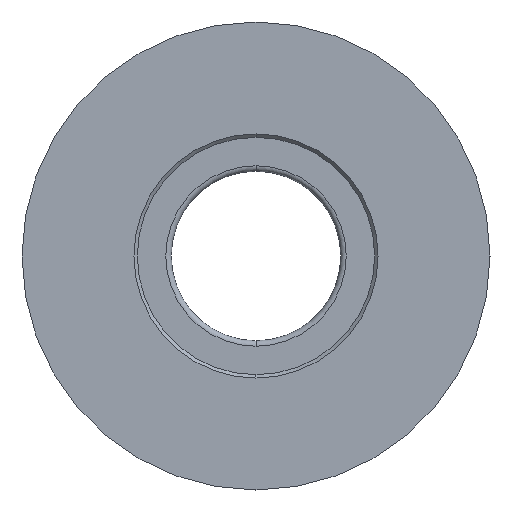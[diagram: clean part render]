
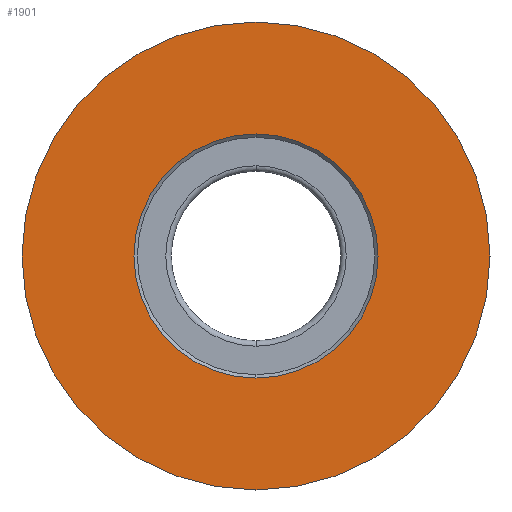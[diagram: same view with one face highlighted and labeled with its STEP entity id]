
A CAD part, left-side view. The second image highlights one B-rep face of the part: STEP entity #1901.
In plain terms, the highlighted planar face has unit normal (-1, 0, 0).
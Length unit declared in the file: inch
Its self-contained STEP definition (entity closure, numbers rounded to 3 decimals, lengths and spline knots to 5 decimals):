
#250 = CARTESIAN_POINT ( 'NONE',  ( -0.14062, 0., 0. ) ) ;
#251 = AXIS2_PLACEMENT_3D ( 'NONE', #2764, #3076, #4611 ) ;
#270 = CIRCLE ( 'NONE', #251, 0.345 ) ;
#475 = EDGE_CURVE ( 'NONE', #4400, #1864, #270, .T. ) ;
#511 = CARTESIAN_POINT ( 'NONE',  ( -0.14063, 0., -0.345 ) ) ;
#547 = DIRECTION ( 'NONE',  ( 0., 0., -1. ) ) ;
#958 = CARTESIAN_POINT ( 'NONE',  ( -0.14063, 0., 0. ) ) ;
#975 = DIRECTION ( 'NONE',  ( 0., 0., 1. ) ) ;
#1022 = DIRECTION ( 'NONE',  ( -1., 0., 0. ) ) ;
#1038 = DIRECTION ( 'NONE',  ( 0., 0., 1. ) ) ;
#1676 = EDGE_CURVE ( 'NONE', #1864, #4400, #2858, .T. ) ;
#1679 = EDGE_CURVE ( 'NONE', #3029, #4736, #1897, .T. ) ;
#1864 = VERTEX_POINT ( 'NONE', #4243 ) ;
#1897 = CIRCLE ( 'NONE', #2905, 0.18 ) ;
#1901 = ADVANCED_FACE ( 'NONE', ( #2737, #4178 ), #3879, .F. ) ;
#1952 = EDGE_CURVE ( 'NONE', #4736, #3029, #2906, .T. ) ;
#2118 = DIRECTION ( 'NONE',  ( 0., 0., 1. ) ) ;
#2465 = DIRECTION ( 'NONE',  ( -1., 0., 0. ) ) ;
#2529 = ORIENTED_EDGE ( 'NONE', *, *, #1952, .F. ) ;
#2737 = FACE_BOUND ( 'NONE', #3189, .T. ) ;
#2764 = CARTESIAN_POINT ( 'NONE',  ( -0.14063, 0., 0. ) ) ;
#2858 = CIRCLE ( 'NONE', #3246, 0.345 ) ;
#2905 = AXIS2_PLACEMENT_3D ( 'NONE', #250, #1022, #1038 ) ;
#2906 = CIRCLE ( 'NONE', #3486, 0.18 ) ;
#3029 = VERTEX_POINT ( 'NONE', #3947 ) ;
#3076 = DIRECTION ( 'NONE',  ( -1., 0., 0. ) ) ;
#3150 = ORIENTED_EDGE ( 'NONE', *, *, #1679, .F. ) ;
#3187 = DIRECTION ( 'NONE',  ( -1., 0., 0. ) ) ;
#3189 = EDGE_LOOP ( 'NONE', ( #2529, #3150 ) ) ;
#3236 = ORIENTED_EDGE ( 'NONE', *, *, #1676, .T. ) ;
#3246 = AXIS2_PLACEMENT_3D ( 'NONE', #4681, #2465, #2118 ) ;
#3486 = AXIS2_PLACEMENT_3D ( 'NONE', #4673, #3187, #975 ) ;
#3510 = DIRECTION ( 'NONE',  ( 1., 0., 0. ) ) ;
#3698 = EDGE_LOOP ( 'NONE', ( #3236, #3865 ) ) ;
#3702 = AXIS2_PLACEMENT_3D ( 'NONE', #958, #3510, #547 ) ;
#3865 = ORIENTED_EDGE ( 'NONE', *, *, #475, .T. ) ;
#3879 = PLANE ( 'NONE',  #3702 ) ;
#3947 = CARTESIAN_POINT ( 'NONE',  ( -0.14062, 0., -0.18 ) ) ;
#4178 = FACE_OUTER_BOUND ( 'NONE', #3698, .T. ) ;
#4243 = CARTESIAN_POINT ( 'NONE',  ( -0.14063, 0., 0.345 ) ) ;
#4400 = VERTEX_POINT ( 'NONE', #511 ) ;
#4434 = CARTESIAN_POINT ( 'NONE',  ( -0.14062, 0., 0.18 ) ) ;
#4611 = DIRECTION ( 'NONE',  ( 0., 0., 1. ) ) ;
#4673 = CARTESIAN_POINT ( 'NONE',  ( -0.14062, 0., 0. ) ) ;
#4681 = CARTESIAN_POINT ( 'NONE',  ( -0.14063, 0., 0. ) ) ;
#4736 = VERTEX_POINT ( 'NONE', #4434 ) ;
